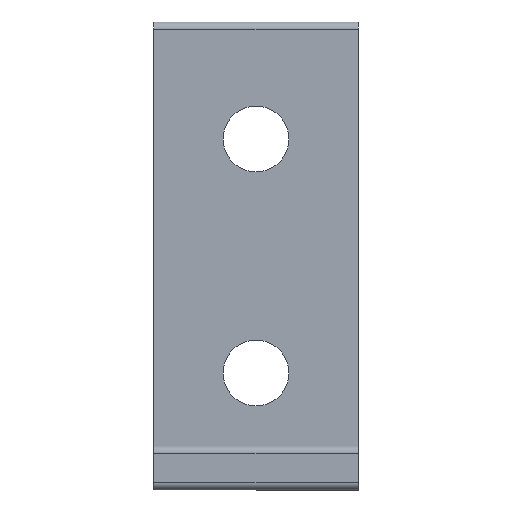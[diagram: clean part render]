
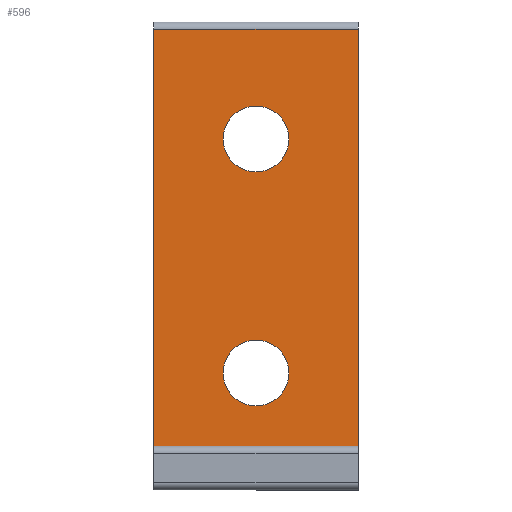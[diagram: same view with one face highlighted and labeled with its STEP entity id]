
A CAD part, front view. The second image highlights one B-rep face of the part: STEP entity #596.
In plain terms, the highlighted planar face has unit normal (0, -1, 0).
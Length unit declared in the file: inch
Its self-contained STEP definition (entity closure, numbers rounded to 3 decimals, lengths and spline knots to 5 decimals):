
#78=CARTESIAN_POINT('',(0.,-0.188,0.35938));
#79=VERTEX_POINT('',#78);
#95=CARTESIAN_POINT('',(0.,-0.188,0.64063));
#96=VERTEX_POINT('',#95);
#103=CARTESIAN_POINT('',(0.,-0.188,0.5));
#104=DIRECTION('',(0.0,1.0,0.0));
#105=DIRECTION('',(0.0,0.0,-1.0));
#106=AXIS2_PLACEMENT_3D('',#103,#104,#105);
#107=CIRCLE('',#106,0.14063);
#108=EDGE_CURVE('',#79,#96,#107,.T.);
#162=CARTESIAN_POINT('',(0.,-0.188,1.35938));
#163=VERTEX_POINT('',#162);
#179=CARTESIAN_POINT('',(0.,-0.188,1.64063));
#180=VERTEX_POINT('',#179);
#187=CARTESIAN_POINT('',(0.0,-0.188,1.5));
#188=DIRECTION('',(0.0,1.0,0.0));
#189=DIRECTION('',(0.0,0.0,-1.0));
#190=AXIS2_PLACEMENT_3D('',#187,#188,#189);
#191=CIRCLE('',#190,0.14063);
#192=EDGE_CURVE('',#163,#180,#191,.T.);
#304=CARTESIAN_POINT('',(-0.4375,-0.188,0.188));
#305=VERTEX_POINT('',#304);
#312=CARTESIAN_POINT('',(-0.4375,-0.188,1.96875));
#313=VERTEX_POINT('',#312);
#314=CARTESIAN_POINT('',(-0.4375,-0.188,1.96875));
#315=DIRECTION('',(0.0,0.0,-1.0));
#316=VECTOR('',#315,1.78075);
#317=LINE('',#314,#316);
#318=EDGE_CURVE('',#313,#305,#317,.T.);
#510=CARTESIAN_POINT('',(0.4375,-0.188,1.96875));
#511=VERTEX_POINT('',#510);
#519=CARTESIAN_POINT('',(0.4375,-0.188,0.188));
#520=VERTEX_POINT('',#519);
#521=CARTESIAN_POINT('',(0.4375,-0.188,1.96875));
#522=DIRECTION('',(0.0,0.0,-1.0));
#523=VECTOR('',#522,1.78075);
#524=LINE('',#521,#523);
#525=EDGE_CURVE('',#511,#520,#524,.T.);
#551=CARTESIAN_POINT('',(-0.4375,-0.188,1.96875));
#552=DIRECTION('',(1.0,0.0,0.0));
#553=VECTOR('',#552,0.875);
#554=LINE('',#551,#553);
#555=EDGE_CURVE('',#313,#511,#554,.T.);
#560=CARTESIAN_POINT('',(0.0,-0.188,1.906));
#561=DIRECTION('',(0.0,1.0,0.0));
#562=DIRECTION('',(0.0,0.0,1.0));
#563=AXIS2_PLACEMENT_3D('',#560,#561,#562);
#564=PLANE('',#563);
#565=ORIENTED_EDGE('',*,*,#555,.F.);
#566=ORIENTED_EDGE('',*,*,#318,.T.);
#567=CARTESIAN_POINT('',(-0.4375,-0.188,0.188));
#568=DIRECTION('',(1.0,0.0,0.0));
#569=VECTOR('',#568,0.875);
#570=LINE('',#567,#569);
#571=EDGE_CURVE('',#305,#520,#570,.T.);
#572=ORIENTED_EDGE('',*,*,#571,.T.);
#573=ORIENTED_EDGE('',*,*,#525,.F.);
#574=EDGE_LOOP('',(#565,#566,#572,#573));
#575=FACE_OUTER_BOUND('',#574,.T.);
#576=CARTESIAN_POINT('',(0.0,-0.188,1.5));
#577=DIRECTION('',(0.0,1.0,0.0));
#578=DIRECTION('',(0.0,0.0,-1.0));
#579=AXIS2_PLACEMENT_3D('',#576,#577,#578);
#580=CIRCLE('',#579,0.14063);
#581=EDGE_CURVE('',#180,#163,#580,.T.);
#582=ORIENTED_EDGE('',*,*,#581,.T.);
#583=ORIENTED_EDGE('',*,*,#192,.T.);
#584=EDGE_LOOP('',(#582,#583));
#585=FACE_BOUND('',#584,.T.);
#586=CARTESIAN_POINT('',(0.,-0.188,0.5));
#587=DIRECTION('',(0.0,1.0,0.0));
#588=DIRECTION('',(0.0,0.0,-1.0));
#589=AXIS2_PLACEMENT_3D('',#586,#587,#588);
#590=CIRCLE('',#589,0.14063);
#591=EDGE_CURVE('',#96,#79,#590,.T.);
#592=ORIENTED_EDGE('',*,*,#591,.T.);
#593=ORIENTED_EDGE('',*,*,#108,.T.);
#594=EDGE_LOOP('',(#592,#593));
#595=FACE_BOUND('',#594,.T.);
#596=ADVANCED_FACE('',(#575,#585,#595),#564,.F.);
